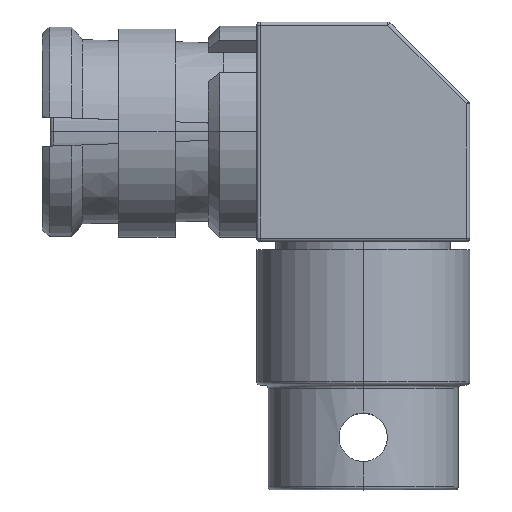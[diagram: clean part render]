
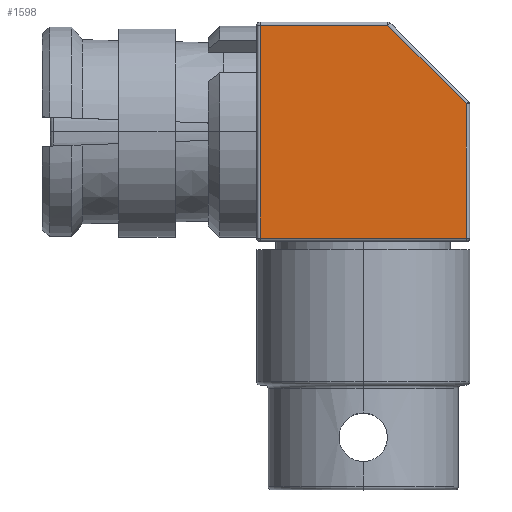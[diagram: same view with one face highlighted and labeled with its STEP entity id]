
A CAD part, top view. The second image highlights one B-rep face of the part: STEP entity #1598.
In plain terms, the highlighted planar face has unit normal (0, 0, 1).
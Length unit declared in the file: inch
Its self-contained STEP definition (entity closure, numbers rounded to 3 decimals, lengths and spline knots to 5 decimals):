
#125 = VERTEX_POINT ( 'NONE', #1471 ) ;
#142 = LINE ( 'NONE', #2789, #930 ) ;
#168 = CARTESIAN_POINT ( 'NONE',  ( 0.21417, 0.066, 0.068 ) ) ;
#400 = FACE_OUTER_BOUND ( 'NONE', #3503, .T. ) ;
#421 = AXIS2_PLACEMENT_3D ( 'NONE', #2930, #1251, #4162 ) ;
#535 = VECTOR ( 'NONE', #3356, 39.37008 ) ;
#582 = VERTEX_POINT ( 'NONE', #3025 ) ;
#660 = LINE ( 'NONE', #5030, #535 ) ;
#779 = DIRECTION ( 'NONE',  ( 0., 1., 0. ) ) ;
#905 = ORIENTED_EDGE ( 'NONE', *, *, #4097, .T. ) ;
#926 = LINE ( 'NONE', #2984, #1620 ) ;
#930 = VECTOR ( 'NONE', #3984, 39.37008 ) ;
#977 = CARTESIAN_POINT ( 'NONE',  ( 0.135, -0.066, 0.068 ) ) ;
#1156 = CARTESIAN_POINT ( 'NONE',  ( 0.263, 0., 0.068 ) ) ;
#1251 = DIRECTION ( 'NONE',  ( 0., 0., -1. ) ) ;
#1468 = VECTOR ( 'NONE', #779, 39.37008 ) ;
#1471 = CARTESIAN_POINT ( 'NONE',  ( 0.263, -0.066, 0.068 ) ) ;
#1598 = ADVANCED_FACE ( 'NONE', ( #400 ), #5411, .F. ) ;
#1620 = VECTOR ( 'NONE', #3805, 39.37008 ) ;
#1650 = ORIENTED_EDGE ( 'NONE', *, *, #5037, .T. ) ;
#1819 = VERTEX_POINT ( 'NONE', #2138 ) ;
#1839 = ORIENTED_EDGE ( 'NONE', *, *, #3517, .T. ) ;
#1926 = EDGE_CURVE ( 'NONE', #125, #1819, #2720, .T. ) ;
#2138 = CARTESIAN_POINT ( 'NONE',  ( 0.263, 0.01717, 0.068 ) ) ;
#2473 = VERTEX_POINT ( 'NONE', #168 ) ;
#2483 = EDGE_CURVE ( 'NONE', #2473, #582, #2716, .T. ) ;
#2716 = LINE ( 'NONE', #4012, #3104 ) ;
#2720 = LINE ( 'NONE', #1156, #1468 ) ;
#2789 = CARTESIAN_POINT ( 'NONE',  ( 0.21359, 0.06659, 0.068 ) ) ;
#2930 = CARTESIAN_POINT ( 'NONE',  ( 0., 0., 0.068 ) ) ;
#2984 = CARTESIAN_POINT ( 'NONE',  ( 0.135, 0., 0.068 ) ) ;
#3007 = ORIENTED_EDGE ( 'NONE', *, *, #1926, .T. ) ;
#3025 = CARTESIAN_POINT ( 'NONE',  ( 0.135, 0.066, 0.068 ) ) ;
#3104 = VECTOR ( 'NONE', #4494, 39.37008 ) ;
#3271 = VERTEX_POINT ( 'NONE', #977 ) ;
#3356 = DIRECTION ( 'NONE',  ( 1., 0., 0. ) ) ;
#3503 = EDGE_LOOP ( 'NONE', ( #905, #1650, #3007, #1839, #4341 ) ) ;
#3517 = EDGE_CURVE ( 'NONE', #1819, #2473, #142, .T. ) ;
#3805 = DIRECTION ( 'NONE',  ( 0., -1., 0. ) ) ;
#3984 = DIRECTION ( 'NONE',  ( -0.707, 0.707, 0. ) ) ;
#4012 = CARTESIAN_POINT ( 'NONE',  ( 0., 0.066, 0.068 ) ) ;
#4097 = EDGE_CURVE ( 'NONE', #582, #3271, #926, .T. ) ;
#4162 = DIRECTION ( 'NONE',  ( -1., 0., 0. ) ) ;
#4341 = ORIENTED_EDGE ( 'NONE', *, *, #2483, .T. ) ;
#4494 = DIRECTION ( 'NONE',  ( -1., 0., 0. ) ) ;
#5030 = CARTESIAN_POINT ( 'NONE',  ( 0., -0.066, 0.068 ) ) ;
#5037 = EDGE_CURVE ( 'NONE', #3271, #125, #660, .T. ) ;
#5411 = PLANE ( 'NONE',  #421 ) ;
